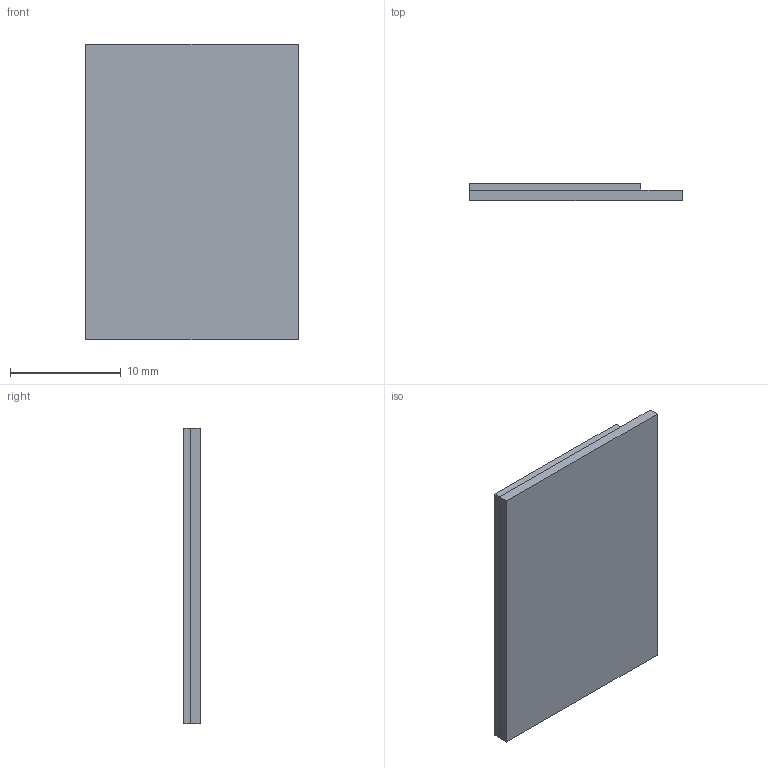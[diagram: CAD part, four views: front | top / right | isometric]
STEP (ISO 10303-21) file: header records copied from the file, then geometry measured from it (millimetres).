
FILE_DESCRIPTION(('FreeCAD Model'),'2;1');
FILE_NAME('Open CASCADE Shape Model','2025-10-22T19:00:55',(''),(''), 'Open CASCADE STEP processor 7.8','FreeCAD','Unknown');
FILE_SCHEMA(('AUTOMOTIVE_DESIGN { 1 0 10303 214 1 1 1 1 }'));
Length unit declared in the file: millimetre
Products named in the file (1): Boolean001
Bounding box: 19.26 x 1.5 x 26.7 mm (x, y, z)
Volume: 711.1 mm3; surface area: 1161.9 mm2
Topology: 1 solids, 1 shells, 11 faces, 23 edges, 14 vertices
Faces by surface type: bspline 11
Entity records: 284 total; most frequent: CARTESIAN_POINT 105, ORIENTED_EDGE 46, EDGE_CURVE 23, B_SPLINE_CURVE_WITH_KNOTS 23, VERTEX_POINT 14, ADVANCED_FACE 11, FACE_BOUND 11, EDGE_LOOP 11
